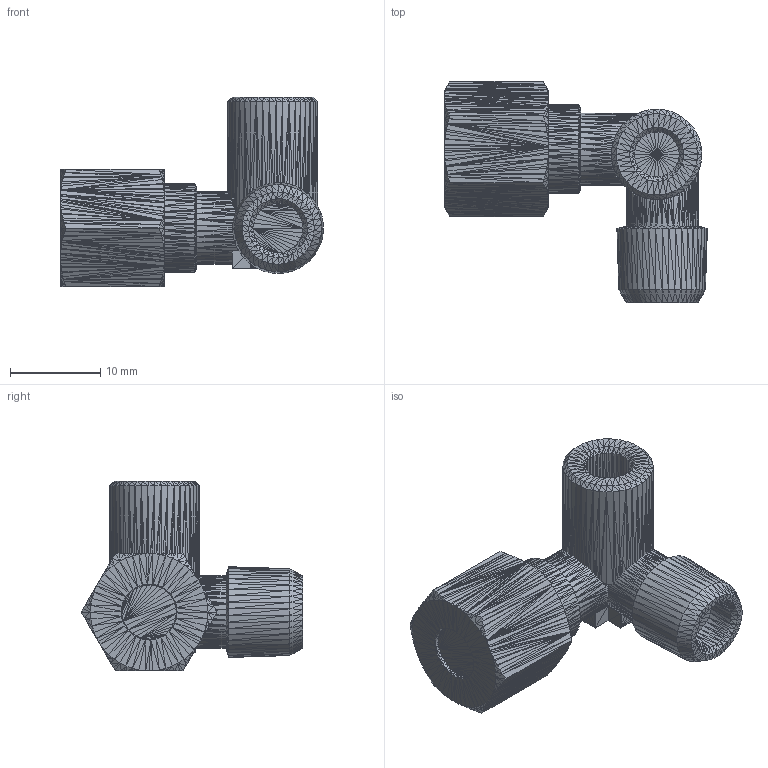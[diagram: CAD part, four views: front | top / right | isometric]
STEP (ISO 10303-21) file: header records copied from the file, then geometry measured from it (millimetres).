
FILE_DESCRIPTION(('CAx-IF Rec.Pracs.---Model Styling and Organization---1.5---2016-08-15','CAx-IF Rec.Pracs.---Geometric and Assembly Validation Properties---4.4---2016-08-17','CAx-IF Rec.Pracs.---User Defined Attributes---1.5---2016-08-15','CAx-IF Rec.Pracs.---External References---2.1---2005-01-19'),'2;1');
FILE_NAME('P45_6mm_G1-8_Elbow_with_Fill_Nipple.stp','2024-10-11T23:55:54',('Unspecified'),('Unspecified'),'CAD Exchanger 3.8.0 (cadexchanger.com)','Unspecified','');
FILE_SCHEMA(('AUTOMOTIVE_DESIGN { 1 0 10303 214 1 1 1 1 }'));
Length unit declared in the file: millimetre
Products named in the file (1): P45_6mm_G1-8_Elbow_with_Fill_Nipple.SLDPRT
Bounding box: 29.11 x 24.51 x 21 mm (x, y, z)
Surface area: 2202.7 mm2 (no closed solid volume)
Topology: 0 solids, 3938 shells, 3938 faces, 11814 edges, 11814 vertices
Faces by surface type: plane 3938
Entity records: 43332 total; most frequent: CARTESIAN_POINT 15752, DIRECTION 7876, FACE_SURFACE 3938, FACE_OUTER_BOUND 3938, POLY_LOOP 3938, PLANE 3938, AXIS2_PLACEMENT_3D 3938, APPLICATION_CONTEXT 1
